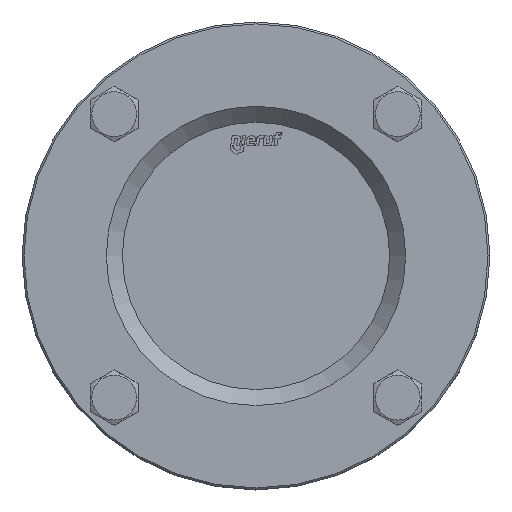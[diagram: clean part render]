
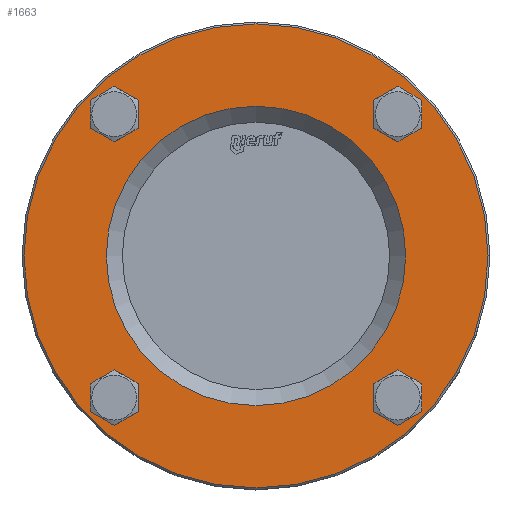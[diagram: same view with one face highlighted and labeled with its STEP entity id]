
A CAD part, top view. The second image highlights one B-rep face of the part: STEP entity #1663.
In plain terms, the highlighted planar face has unit normal (0, 0, 1).
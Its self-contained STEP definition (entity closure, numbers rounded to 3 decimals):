
#1362=CARTESIAN_POINT('',(53.033,-46.533,24.));
#1363=VERTEX_POINT('',#1362);
#1370=CARTESIAN_POINT('',(53.033,-59.533,24.));
#1371=VERTEX_POINT('',#1370);
#1372=CARTESIAN_POINT('',(53.033,-53.033,24.));
#1373=DIRECTION('',(0.,0.,1.));
#1374=DIRECTION('',(-0.,1.,0.));
#1375=AXIS2_PLACEMENT_3D('',#1372,#1373,#1374);
#1376=CIRCLE('',#1375,6.5);
#1377=EDGE_CURVE('NONE',#1363,#1371,#1376,.T.);
#1379=CARTESIAN_POINT('',(53.033,-53.033,24.));
#1380=DIRECTION('',(0.,0.,1.));
#1381=DIRECTION('',(-0.,1.,0.));
#1382=AXIS2_PLACEMENT_3D('',#1379,#1380,#1381);
#1383=CIRCLE('',#1382,6.5);
#1384=EDGE_CURVE('NONE',#1371,#1363,#1383,.T.);
#1397=CARTESIAN_POINT('',(53.033,59.533,24.));
#1398=VERTEX_POINT('',#1397);
#1405=CARTESIAN_POINT('',(53.033,46.533,24.));
#1406=VERTEX_POINT('',#1405);
#1407=CARTESIAN_POINT('',(53.033,53.033,24.));
#1408=DIRECTION('',(0.,0.,1.));
#1409=DIRECTION('',(-0.,1.,0.));
#1410=AXIS2_PLACEMENT_3D('',#1407,#1408,#1409);
#1411=CIRCLE('',#1410,6.5);
#1412=EDGE_CURVE('NONE',#1398,#1406,#1411,.T.);
#1414=CARTESIAN_POINT('',(53.033,53.033,24.));
#1415=DIRECTION('',(0.,0.,1.));
#1416=DIRECTION('',(-0.,1.,0.));
#1417=AXIS2_PLACEMENT_3D('',#1414,#1415,#1416);
#1418=CIRCLE('',#1417,6.5);
#1419=EDGE_CURVE('NONE',#1406,#1398,#1418,.T.);
#1432=CARTESIAN_POINT('',(-53.033,59.533,24.));
#1433=VERTEX_POINT('',#1432);
#1440=CARTESIAN_POINT('',(-53.033,46.533,24.));
#1441=VERTEX_POINT('',#1440);
#1442=CARTESIAN_POINT('',(-53.033,53.033,24.));
#1443=DIRECTION('',(0.,0.,1.));
#1444=DIRECTION('',(-0.,1.,0.));
#1445=AXIS2_PLACEMENT_3D('',#1442,#1443,#1444);
#1446=CIRCLE('',#1445,6.5);
#1447=EDGE_CURVE('NONE',#1433,#1441,#1446,.T.);
#1449=CARTESIAN_POINT('',(-53.033,53.033,24.));
#1450=DIRECTION('',(0.,0.,1.));
#1451=DIRECTION('',(-0.,1.,0.));
#1452=AXIS2_PLACEMENT_3D('',#1449,#1450,#1451);
#1453=CIRCLE('',#1452,6.5);
#1454=EDGE_CURVE('NONE',#1441,#1433,#1453,.T.);
#1467=CARTESIAN_POINT('',(-53.033,-46.533,24.));
#1468=VERTEX_POINT('',#1467);
#1475=CARTESIAN_POINT('',(-53.033,-59.533,24.));
#1476=VERTEX_POINT('',#1475);
#1477=CARTESIAN_POINT('',(-53.033,-53.033,24.));
#1478=DIRECTION('',(0.,0.,1.));
#1479=DIRECTION('',(-0.,1.,0.));
#1480=AXIS2_PLACEMENT_3D('',#1477,#1478,#1479);
#1481=CIRCLE('',#1480,6.5);
#1482=EDGE_CURVE('NONE',#1468,#1476,#1481,.T.);
#1484=CARTESIAN_POINT('',(-53.033,-53.033,24.));
#1485=DIRECTION('',(0.,0.,1.));
#1486=DIRECTION('',(-0.,1.,0.));
#1487=AXIS2_PLACEMENT_3D('',#1484,#1485,#1486);
#1488=CIRCLE('',#1487,6.5);
#1489=EDGE_CURVE('NONE',#1476,#1468,#1488,.T.);
#1588=CARTESIAN_POINT('',(-0.,56.,24.));
#1589=VERTEX_POINT('',#1588);
#1596=CARTESIAN_POINT('',(0.,-56.,24.));
#1597=VERTEX_POINT('',#1596);
#1598=CARTESIAN_POINT('',(0.,-0.,24.));
#1599=DIRECTION('',(-0.,-0.,-1.));
#1600=DIRECTION('',(-0.,1.,0.));
#1601=AXIS2_PLACEMENT_3D('',#1598,#1599,#1600);
#1602=CIRCLE('',#1601,56.);
#1603=EDGE_CURVE('NONE',#1597,#1589,#1602,.T.);
#1605=CARTESIAN_POINT('',(0.,-0.,24.));
#1606=DIRECTION('',(-0.,-0.,-1.));
#1607=DIRECTION('',(-0.,1.,0.));
#1608=AXIS2_PLACEMENT_3D('',#1605,#1606,#1607);
#1609=CIRCLE('',#1608,56.);
#1610=EDGE_CURVE('NONE',#1589,#1597,#1609,.T.);
#1618=CARTESIAN_POINT('',(-56.,-0.,24.));
#1619=DIRECTION('',(0.,0.,1.));
#1620=DIRECTION('',(-0.,1.,0.));
#1621=AXIS2_PLACEMENT_3D('',#1618,#1619,#1620);
#1622=PLANE('',#1621);
#1623=CARTESIAN_POINT('',(86.8,-0.,24.));
#1624=VERTEX_POINT('',#1623);
#1625=CARTESIAN_POINT('',(-86.8,0.,24.));
#1626=VERTEX_POINT('',#1625);
#1627=CARTESIAN_POINT('',(0.,-0.,24.));
#1628=DIRECTION('',(0.,0.,1.));
#1629=DIRECTION('',(1.,0.,-0.));
#1630=AXIS2_PLACEMENT_3D('',#1627,#1628,#1629);
#1631=CIRCLE('',#1630,86.8);
#1632=EDGE_CURVE('',#1624,#1626,#1631,.T.);
#1633=ORIENTED_EDGE('',*,*,#1632,.T.);
#1634=CARTESIAN_POINT('',(0.,-0.,24.));
#1635=DIRECTION('',(0.,0.,1.));
#1636=DIRECTION('',(1.,0.,-0.));
#1637=AXIS2_PLACEMENT_3D('',#1634,#1635,#1636);
#1638=CIRCLE('',#1637,86.8);
#1639=EDGE_CURVE('',#1626,#1624,#1638,.T.);
#1640=ORIENTED_EDGE('',*,*,#1639,.T.);
#1641=EDGE_LOOP('',(#1633,#1640));
#1642=FACE_BOUND('',#1641,.T.);
#1643=ORIENTED_EDGE('',*,*,#1377,.F.);
#1644=ORIENTED_EDGE('',*,*,#1384,.F.);
#1645=EDGE_LOOP('',(#1643,#1644));
#1646=FACE_BOUND('',#1645,.T.);
#1647=ORIENTED_EDGE('',*,*,#1412,.F.);
#1648=ORIENTED_EDGE('',*,*,#1419,.F.);
#1649=EDGE_LOOP('',(#1647,#1648));
#1650=FACE_BOUND('',#1649,.T.);
#1651=ORIENTED_EDGE('',*,*,#1447,.F.);
#1652=ORIENTED_EDGE('',*,*,#1454,.F.);
#1653=EDGE_LOOP('',(#1651,#1652));
#1654=FACE_BOUND('',#1653,.T.);
#1655=ORIENTED_EDGE('',*,*,#1482,.F.);
#1656=ORIENTED_EDGE('',*,*,#1489,.F.);
#1657=EDGE_LOOP('',(#1655,#1656));
#1658=FACE_BOUND('',#1657,.T.);
#1659=ORIENTED_EDGE('',*,*,#1610,.T.);
#1660=ORIENTED_EDGE('',*,*,#1603,.T.);
#1661=EDGE_LOOP('',(#1659,#1660));
#1662=FACE_BOUND('',#1661,.T.);
#1663=ADVANCED_FACE('NONE',(#1642,#1646,#1650,#1654,#1658,#1662),#1622,.T.);
